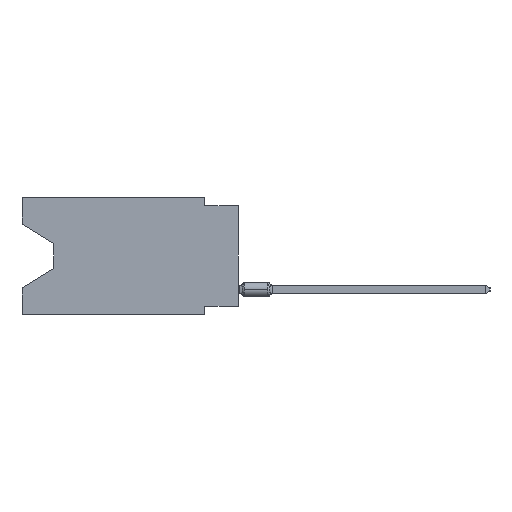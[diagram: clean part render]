
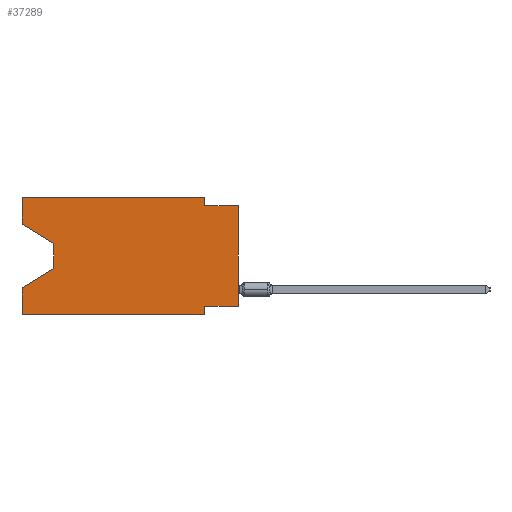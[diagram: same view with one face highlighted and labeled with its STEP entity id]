
A CAD part, left-side view. The second image highlights one B-rep face of the part: STEP entity #37289.
In plain terms, the highlighted planar face has unit normal (-1, 0, 0).
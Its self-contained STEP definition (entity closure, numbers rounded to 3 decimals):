
#2458 = EDGE_CURVE ( 'NONE', #61980, #9172, #71904, .T. ) ;
#4180 = EDGE_CURVE ( 'NONE', #46051, #54500, #35434, .T. ) ;
#4891 = LINE ( 'NONE', #49826, #62604 ) ;
#5508 = VERTEX_POINT ( 'NONE', #36498 ) ;
#6151 = VERTEX_POINT ( 'NONE', #13930 ) ;
#6843 = DIRECTION ( 'NONE',  ( 0., 0., -1. ) ) ;
#7134 = ORIENTED_EDGE ( 'NONE', *, *, #2458, .F. ) ;
#7222 = EDGE_CURVE ( 'NONE', #30644, #6151, #18417, .T. ) ;
#7348 = DIRECTION ( 'NONE',  ( 0., 0., -1. ) ) ;
#7752 = CARTESIAN_POINT ( 'NONE',  ( 0., 13.97, -5.385 ) ) ;
#7814 = CARTESIAN_POINT ( 'NONE',  ( 0., 2.54, -8.255 ) ) ;
#7932 = FACE_OUTER_BOUND ( 'NONE', #31329, .T. ) ;
#9006 = EDGE_CURVE ( 'NONE', #6151, #51018, #70459, .T. ) ;
#9028 = VECTOR ( 'NONE', #41440, 1000. ) ;
#9172 = VERTEX_POINT ( 'NONE', #24370 ) ;
#9453 = DIRECTION ( 'NONE',  ( 0., -1., 0. ) ) ;
#9854 = CARTESIAN_POINT ( 'NONE',  ( 0., 16.383, -8.89 ) ) ;
#9976 = VERTEX_POINT ( 'NONE', #62930 ) ;
#10346 = VECTOR ( 'NONE', #15922, 1000. ) ;
#10465 = VECTOR ( 'NONE', #13713, 1000. ) ;
#13713 = DIRECTION ( 'NONE',  ( 0., -0.855, -0.519 ) ) ;
#13860 = ORIENTED_EDGE ( 'NONE', *, *, #7222, .F. ) ;
#13930 = CARTESIAN_POINT ( 'NONE',  ( 0., 2.54, -0.635 ) ) ;
#14927 = CARTESIAN_POINT ( 'NONE',  ( 0., 0., -0.635 ) ) ;
#15922 = DIRECTION ( 'NONE',  ( 0., 0., 1. ) ) ;
#17866 = EDGE_CURVE ( 'NONE', #61980, #9976, #52824, .T. ) ;
#18417 = LINE ( 'NONE', #62990, #9028 ) ;
#18814 = VECTOR ( 'NONE', #41454, 1000. ) ;
#19315 = CARTESIAN_POINT ( 'NONE',  ( 0., 0., -0.635 ) ) ;
#19841 = EDGE_CURVE ( 'NONE', #5508, #49887, #43145, .T. ) ;
#19887 = ORIENTED_EDGE ( 'NONE', *, *, #32903, .T. ) ;
#21091 = ORIENTED_EDGE ( 'NONE', *, *, #40468, .F. ) ;
#21230 = VECTOR ( 'NONE', #48247, 1000. ) ;
#23441 = LINE ( 'NONE', #66290, #55578 ) ;
#24207 = LINE ( 'NONE', #7752, #41757 ) ;
#24370 = CARTESIAN_POINT ( 'NONE',  ( 0., 16.383, 0. ) ) ;
#24533 = ORIENTED_EDGE ( 'NONE', *, *, #44864, .T. ) ;
#25405 = CARTESIAN_POINT ( 'NONE',  ( 0., 0., -8.255 ) ) ;
#26293 = ORIENTED_EDGE ( 'NONE', *, *, #30066, .T. ) ;
#29705 = DIRECTION ( 'NONE',  ( 0., 0.855, -0.519 ) ) ;
#29719 = EDGE_CURVE ( 'NONE', #9172, #30644, #23441, .T. ) ;
#29775 = LINE ( 'NONE', #52048, #18814 ) ;
#30066 = EDGE_CURVE ( 'NONE', #46051, #51018, #4891, .T. ) ;
#30644 = VERTEX_POINT ( 'NONE', #50621 ) ;
#31329 = EDGE_LOOP ( 'NONE', ( #64562, #24533, #19887, #55520, #62201, #21091, #62072, #26293, #35358, #13860, #60801, #7134 ) ) ;
#32903 = EDGE_CURVE ( 'NONE', #61740, #45446, #24207, .T. ) ;
#34412 = DIRECTION ( 'NONE',  ( 0., -1., 0. ) ) ;
#35007 = CARTESIAN_POINT ( 'NONE',  ( 0., 16.383, 0. ) ) ;
#35358 = ORIENTED_EDGE ( 'NONE', *, *, #9006, .F. ) ;
#35434 = LINE ( 'NONE', #57721, #70675 ) ;
#36498 = CARTESIAN_POINT ( 'NONE',  ( 0., 16.383, -8.89 ) ) ;
#37289 = ADVANCED_FACE ( 'NONE', ( #7932 ), #56930, .F. ) ;
#37495 = CARTESIAN_POINT ( 'NONE',  ( 0., 16.383, -6.852 ) ) ;
#39547 = CARTESIAN_POINT ( 'NONE',  ( 0., 13.97, -3.505 ) ) ;
#40468 = EDGE_CURVE ( 'NONE', #54500, #49887, #29775, .T. ) ;
#41271 = CARTESIAN_POINT ( 'NONE',  ( 0., 16.383, -2.038 ) ) ;
#41440 = DIRECTION ( 'NONE',  ( 0., 0., -1. ) ) ;
#41454 = DIRECTION ( 'NONE',  ( 0., 0., -1. ) ) ;
#41757 = VECTOR ( 'NONE', #29705, 1000. ) ;
#43145 = LINE ( 'NONE', #9854, #21230 ) ;
#43591 = CARTESIAN_POINT ( 'NONE',  ( 0., 16.383, -2.038 ) ) ;
#44726 = DIRECTION ( 'NONE',  ( 0., 0., 1. ) ) ;
#44864 = EDGE_CURVE ( 'NONE', #9976, #61740, #45385, .T. ) ;
#45385 = LINE ( 'NONE', #39547, #62482 ) ;
#45446 = VERTEX_POINT ( 'NONE', #37495 ) ;
#46051 = VERTEX_POINT ( 'NONE', #25405 ) ;
#47041 = DIRECTION ( 'NONE',  ( 1., 0., 0. ) ) ;
#48247 = DIRECTION ( 'NONE',  ( 0., -1., 0. ) ) ;
#49826 = CARTESIAN_POINT ( 'NONE',  ( 0., 0., 0. ) ) ;
#49887 = VERTEX_POINT ( 'NONE', #54722 ) ;
#49890 = LINE ( 'NONE', #65981, #10346 ) ;
#50078 = VECTOR ( 'NONE', #9453, 1000. ) ;
#50621 = CARTESIAN_POINT ( 'NONE',  ( 0., 2.54, 0. ) ) ;
#51018 = VERTEX_POINT ( 'NONE', #19315 ) ;
#52048 = CARTESIAN_POINT ( 'NONE',  ( 0., 2.54, -8.89 ) ) ;
#52824 = LINE ( 'NONE', #43591, #10465 ) ;
#53766 = CARTESIAN_POINT ( 'NONE',  ( 0., 13.97, -5.385 ) ) ;
#54500 = VERTEX_POINT ( 'NONE', #7814 ) ;
#54722 = CARTESIAN_POINT ( 'NONE',  ( 0., 2.54, -8.89 ) ) ;
#55520 = ORIENTED_EDGE ( 'NONE', *, *, #63806, .F. ) ;
#55578 = VECTOR ( 'NONE', #34412, 1000. ) ;
#56930 = PLANE ( 'NONE',  #72152 ) ;
#57721 = CARTESIAN_POINT ( 'NONE',  ( 0., 0., -8.255 ) ) ;
#58084 = DIRECTION ( 'NONE',  ( 0., 1., 0. ) ) ;
#60801 = ORIENTED_EDGE ( 'NONE', *, *, #29719, .F. ) ;
#60949 = DIRECTION ( 'NONE',  ( 0., 0., 1. ) ) ;
#61668 = CARTESIAN_POINT ( 'NONE',  ( 0., 16.383, 0. ) ) ;
#61740 = VERTEX_POINT ( 'NONE', #53766 ) ;
#61980 = VERTEX_POINT ( 'NONE', #41271 ) ;
#62072 = ORIENTED_EDGE ( 'NONE', *, *, #4180, .F. ) ;
#62201 = ORIENTED_EDGE ( 'NONE', *, *, #19841, .T. ) ;
#62482 = VECTOR ( 'NONE', #7348, 1000. ) ;
#62604 = VECTOR ( 'NONE', #44726, 1000. ) ;
#62930 = CARTESIAN_POINT ( 'NONE',  ( 0., 13.97, -3.505 ) ) ;
#62990 = CARTESIAN_POINT ( 'NONE',  ( 0., 2.54, 0. ) ) ;
#63806 = EDGE_CURVE ( 'NONE', #5508, #45446, #49890, .T. ) ;
#64562 = ORIENTED_EDGE ( 'NONE', *, *, #17866, .T. ) ;
#65981 = CARTESIAN_POINT ( 'NONE',  ( 0., 16.383, 0. ) ) ;
#66290 = CARTESIAN_POINT ( 'NONE',  ( 0., 16.383, 0. ) ) ;
#68131 = VECTOR ( 'NONE', #60949, 1000. ) ;
#70459 = LINE ( 'NONE', #14927, #50078 ) ;
#70675 = VECTOR ( 'NONE', #58084, 1000. ) ;
#71904 = LINE ( 'NONE', #61668, #68131 ) ;
#72152 = AXIS2_PLACEMENT_3D ( 'NONE', #35007, #47041, #6843 ) ;
